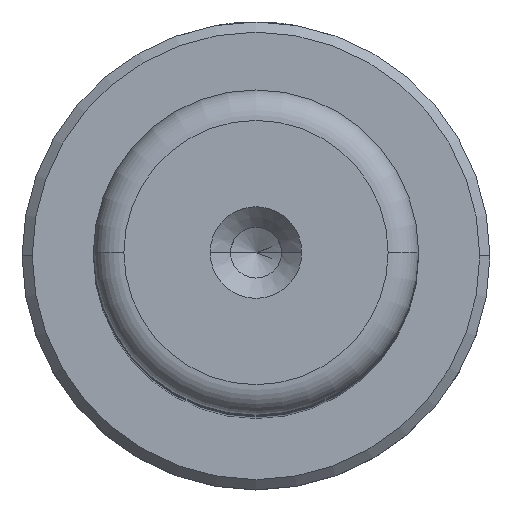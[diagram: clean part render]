
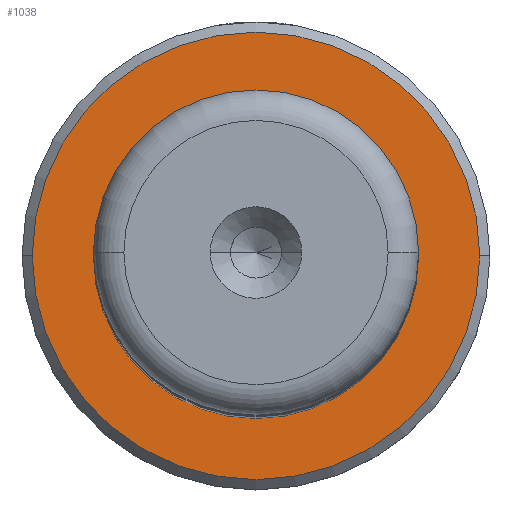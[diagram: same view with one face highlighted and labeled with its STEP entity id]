
A CAD part, top view. The second image highlights one B-rep face of the part: STEP entity #1038.
In plain terms, the highlighted planar face has unit normal (0, 0, 1).
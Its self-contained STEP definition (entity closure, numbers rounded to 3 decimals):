
#124 = CARTESIAN_POINT ( 'NONE',  ( 0., 0., 15. ) ) ;
#308 = DIRECTION ( 'NONE',  ( 1., 0., 0. ) ) ;
#356 = DIRECTION ( 'NONE',  ( -1., 0., 0. ) ) ;
#433 = AXIS2_PLACEMENT_3D ( 'NONE', #621, #2255, #869 ) ;
#523 = CIRCLE ( 'NONE', #1171, 7.495 ) ;
#528 = VERTEX_POINT ( 'NONE', #723 ) ;
#529 = CIRCLE ( 'NONE', #2604, 7.495 ) ;
#621 = CARTESIAN_POINT ( 'NONE',  ( 0., 0., 15. ) ) ;
#627 = ORIENTED_EDGE ( 'NONE', *, *, #2354, .T. ) ;
#723 = CARTESIAN_POINT ( 'NONE',  ( 11., 0., 15. ) ) ;
#869 = DIRECTION ( 'NONE',  ( 1., 0., 0. ) ) ;
#906 = FACE_OUTER_BOUND ( 'NONE', #1493, .T. ) ;
#1038 = ADVANCED_FACE ( 'NONE', ( #906, #2525 ), #2173, .T. ) ;
#1054 = AXIS2_PLACEMENT_3D ( 'NONE', #1252, #1719, #308 ) ;
#1149 = EDGE_CURVE ( 'NONE', #2739, #2989, #529, .T. ) ;
#1171 = AXIS2_PLACEMENT_3D ( 'NONE', #1389, #2977, #1623 ) ;
#1211 = DIRECTION ( 'NONE',  ( 0., 0., 1. ) ) ;
#1215 = CIRCLE ( 'NONE', #433, 11. ) ;
#1236 = ORIENTED_EDGE ( 'NONE', *, *, #2744, .T. ) ;
#1252 = CARTESIAN_POINT ( 'NONE',  ( 0., 0., 15. ) ) ;
#1320 = VERTEX_POINT ( 'NONE', #2685 ) ;
#1389 = CARTESIAN_POINT ( 'NONE',  ( 0., 0., 15. ) ) ;
#1471 = ORIENTED_EDGE ( 'NONE', *, *, #1149, .T. ) ;
#1493 = EDGE_LOOP ( 'NONE', ( #627, #1236 ) ) ;
#1623 = DIRECTION ( 'NONE',  ( -1., 0., 0. ) ) ;
#1719 = DIRECTION ( 'NONE',  ( 0., 0., 1. ) ) ;
#1768 = DIRECTION ( 'NONE',  ( 0., 0., -1. ) ) ;
#1806 = ORIENTED_EDGE ( 'NONE', *, *, #1985, .T. ) ;
#1862 = CIRCLE ( 'NONE', #1968, 11. ) ;
#1958 = EDGE_LOOP ( 'NONE', ( #1471, #1806 ) ) ;
#1968 = AXIS2_PLACEMENT_3D ( 'NONE', #2587, #1211, #2815 ) ;
#1985 = EDGE_CURVE ( 'NONE', #2989, #2739, #523, .T. ) ;
#2173 = PLANE ( 'NONE',  #1054 ) ;
#2245 = CARTESIAN_POINT ( 'NONE',  ( -7.495, 0., 15. ) ) ;
#2255 = DIRECTION ( 'NONE',  ( 0., 0., 1. ) ) ;
#2354 = EDGE_CURVE ( 'NONE', #1320, #528, #1862, .T. ) ;
#2525 = FACE_BOUND ( 'NONE', #1958, .T. ) ;
#2587 = CARTESIAN_POINT ( 'NONE',  ( 0., 0., 15. ) ) ;
#2604 = AXIS2_PLACEMENT_3D ( 'NONE', #124, #1768, #356 ) ;
#2685 = CARTESIAN_POINT ( 'NONE',  ( -11., 0., 15. ) ) ;
#2739 = VERTEX_POINT ( 'NONE', #2245 ) ;
#2744 = EDGE_CURVE ( 'NONE', #528, #1320, #1215, .T. ) ;
#2815 = DIRECTION ( 'NONE',  ( 1., 0., 0. ) ) ;
#2817 = CARTESIAN_POINT ( 'NONE',  ( 7.495, 0., 15. ) ) ;
#2977 = DIRECTION ( 'NONE',  ( 0., 0., -1. ) ) ;
#2989 = VERTEX_POINT ( 'NONE', #2817 ) ;
